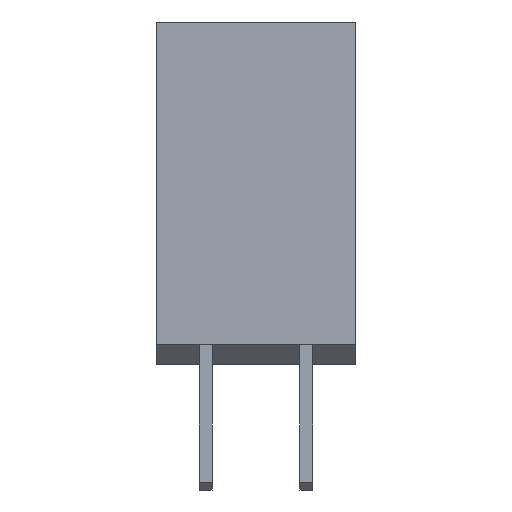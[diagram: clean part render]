
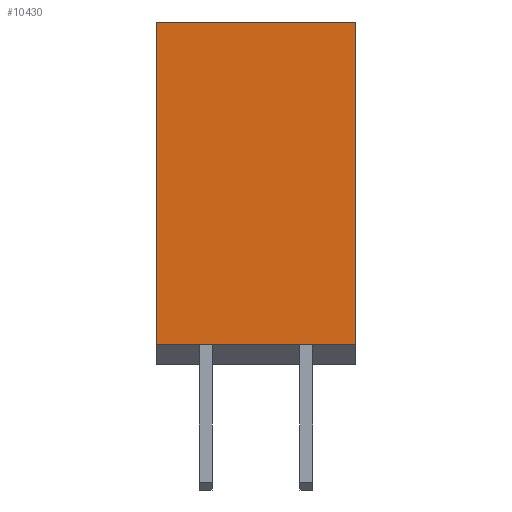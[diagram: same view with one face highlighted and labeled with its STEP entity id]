
A CAD part, left-side view. The second image highlights one B-rep face of the part: STEP entity #10430.
In plain terms, the highlighted planar face has unit normal (-1, 0, 0).
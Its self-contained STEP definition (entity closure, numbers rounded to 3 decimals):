
#424=FACE_OUTER_BOUND('',#1026,.T.);
#1026=EDGE_LOOP('',(#7937,#7938,#7939,#7940));
#1587=LINE('',#14498,#3027);
#1589=LINE('',#14502,#3029);
#1626=LINE('',#14565,#3066);
#2107=LINE('',#15567,#3547);
#3027=VECTOR('',#11761,10.);
#3029=VECTOR('',#11765,10.);
#3066=VECTOR('',#11832,10.);
#3547=VECTOR('',#12715,10.);
#4415=VERTEX_POINT('',#14495);
#4416=VERTEX_POINT('',#14497);
#4417=VERTEX_POINT('',#14501);
#4428=VERTEX_POINT('',#14563);
#5427=EDGE_CURVE('',#4415,#4416,#1587,.F.);
#5429=EDGE_CURVE('',#4416,#4417,#1589,.T.);
#5466=EDGE_CURVE('',#4415,#4428,#1626,.T.);
#5947=EDGE_CURVE('',#4417,#4428,#2107,.T.);
#7937=ORIENTED_EDGE('',*,*,#5427,.F.);
#7938=ORIENTED_EDGE('',*,*,#5466,.T.);
#7939=ORIENTED_EDGE('',*,*,#5947,.F.);
#7940=ORIENTED_EDGE('',*,*,#5429,.F.);
#9828=PLANE('',#11107);
#10430=ADVANCED_FACE('',(#424),#9828,.T.);
#11107=AXIS2_PLACEMENT_3D('',#15566,#12713,#12714);
#11761=DIRECTION('',(0.,-1.,0.));
#11765=DIRECTION('',(0.,0.,1.));
#11832=DIRECTION('',(0.,0.,1.));
#12713=DIRECTION('center_axis',(-1.,0.,0.));
#12714=DIRECTION('ref_axis',(0.,-1.,0.));
#12715=DIRECTION('',(0.,-1.,0.));
#14495=CARTESIAN_POINT('',(-25.4,-2.515,0.51));
#14497=CARTESIAN_POINT('',(-25.4,2.515,0.51));
#14498=CARTESIAN_POINT('',(-25.4,1.258,0.51));
#14501=CARTESIAN_POINT('',(-25.4,2.515,8.64));
#14502=CARTESIAN_POINT('',(-25.4,2.515,0.));
#14563=CARTESIAN_POINT('',(-25.4,-2.515,8.64));
#14565=CARTESIAN_POINT('',(-25.4,-2.515,0.));
#15566=CARTESIAN_POINT('Origin',(-25.4,2.515,0.));
#15567=CARTESIAN_POINT('',(-25.4,-2.515,8.64));
